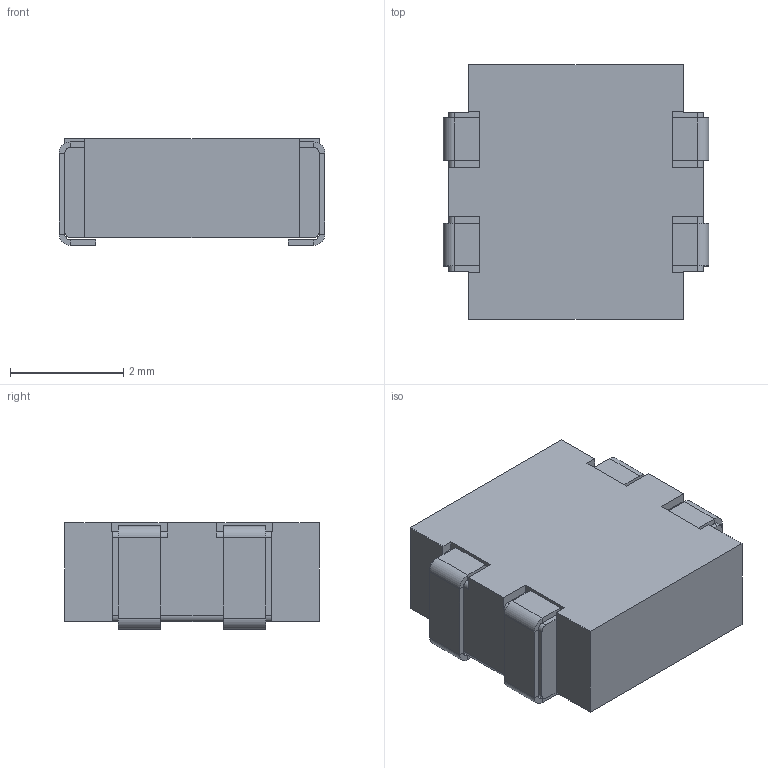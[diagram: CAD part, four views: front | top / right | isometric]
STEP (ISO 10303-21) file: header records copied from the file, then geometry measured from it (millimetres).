
FILE_DESCRIPTION (( 'STEP AP203' ), '1' );
FILE_NAME ('Assem1.STEP', '2018-07-02T00:42:03', ( '' ), ( '' ), 'SwSTEP 2.0', 'SolidWorks 2018', '' );
FILE_SCHEMA (( 'CONFIG_CONTROL_DESIGN' ));
Length unit declared in the file: millimetre
Products named in the file (3): ACM4520(V)端子block(typ size); ACM4520(V)僐傾block(typ size); Assem1
Assembly tree (5 placements, depth 2):
  Assem1
    ACM4520(V)僐傾block(typ size)
    ACM4520(V)端子block(typ size)  x4
Bounding box: 4.7 x 4.5 x 1.89 mm (x, y, z)
Volume: 33.8 mm3; surface area: 89.1 mm2
Topology: 5 solids, 5 shells, 124 faces, 278 edges, 164 vertices
Faces by surface type: plane 102, cylinder 22
Entity records: 2103 total; most frequent: CARTESIAN_POINT 304, DIRECTION 298, ORIENTED_EDGE 292, EDGE_CURVE 146, VECTOR 126, LINE 126, VERTEX_POINT 92, AXIS2_PLACEMENT_3D 86
